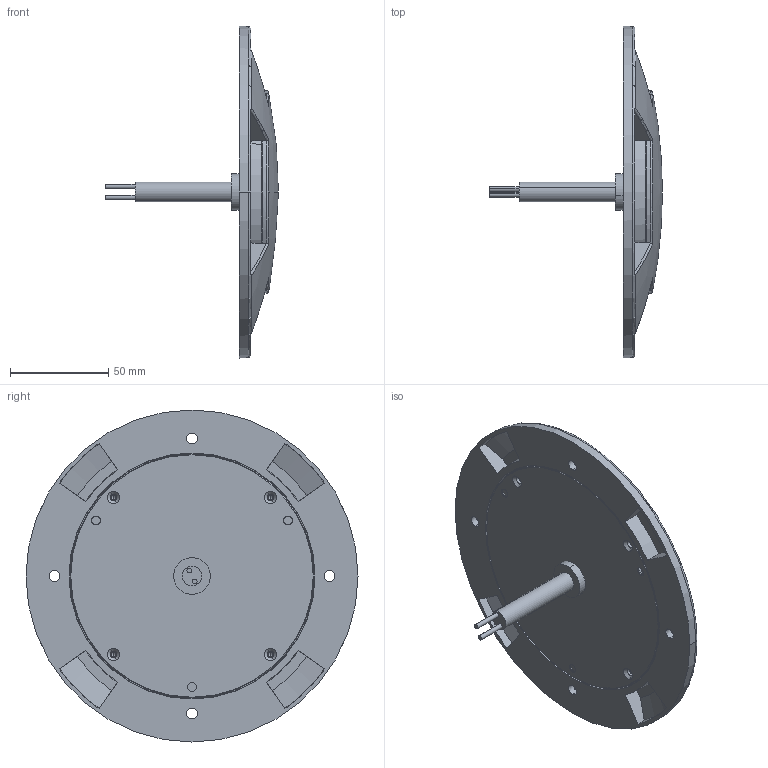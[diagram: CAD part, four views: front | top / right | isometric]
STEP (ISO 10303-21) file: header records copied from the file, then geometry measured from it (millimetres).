
FILE_DESCRIPTION (( 'STEP AP203' ), '1' );
FILE_NAME ('NDISC MEDIUM.STEP', '2023-04-06T12:48:44', ( '' ), ( '' ), 'SwSTEP 2.0', 'SolidWorks 2017', '' );
FILE_SCHEMA (( 'CONFIG_CONTROL_DESIGN' ));
Length unit declared in the file: millimetre
Products named in the file (1): NDISC MEDIUM
Bounding box: 87.97 x 169 x 169 mm (x, y, z)
Volume: 167038.4 mm3; surface area: 127387.7 mm2
Topology: 151 solids, 151 shells, 5206 faces, 14576 edges, 9676 vertices
Faces by surface type: cylinder 2900, plane 2167, cone 116, torus 19, sphere 4
Entity records: 169831 total; most frequent: DIRECTION 30912, CARTESIAN_POINT 29689, ORIENTED_EDGE 29132, EDGE_CURVE 14566, AXIS2_PLACEMENT_3D 11187, VERTEX_POINT 9676, LINE 8538, VECTOR 8538
